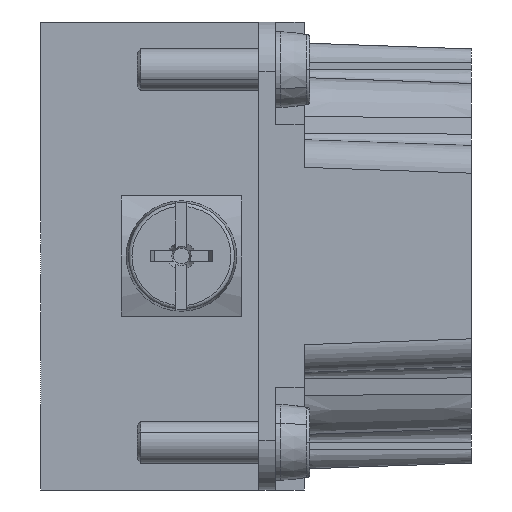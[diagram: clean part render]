
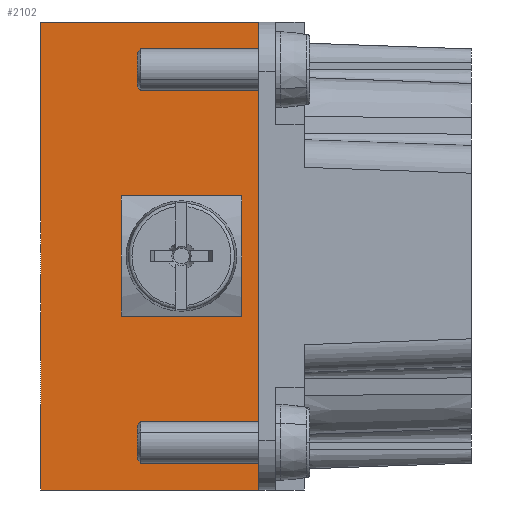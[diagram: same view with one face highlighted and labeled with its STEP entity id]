
A CAD part, left-side view. The second image highlights one B-rep face of the part: STEP entity #2102.
In plain terms, the highlighted planar face has unit normal (-1, 0, 0).
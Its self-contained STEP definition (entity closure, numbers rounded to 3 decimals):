
#1722=CIRCLE('',#22311,2.);
#2102=ADVANCED_FACE('',(#7727,#7728),#3340,.F.);
#3340=PLANE('',#22322);
#4151=LINE('',#30872,#5812);
#4205=LINE('',#31529,#5866);
#4208=LINE('',#31545,#5869);
#4209=LINE('',#31546,#5870);
#5812=VECTOR('',#23746,1.);
#5866=VECTOR('',#23910,1.);
#5869=VECTOR('',#23925,1.);
#5870=VECTOR('',#23926,1.);
#7727=FACE_BOUND('',#8101,.T.);
#7728=FACE_BOUND('',#8102,.T.);
#8101=EDGE_LOOP('',(#10036));
#8102=EDGE_LOOP('',(#10037,#10038,#10039,#10040));
#10036=ORIENTED_EDGE('',*,*,#18338,.F.);
#10037=ORIENTED_EDGE('',*,*,#18343,.T.);
#10038=ORIENTED_EDGE('',*,*,#18351,.T.);
#10039=ORIENTED_EDGE('',*,*,#18222,.F.);
#10040=ORIENTED_EDGE('',*,*,#18352,.F.);
#16108=VERTEX_POINT('',#30871);
#16109=VERTEX_POINT('',#30873);
#16202=VERTEX_POINT('',#31518);
#16207=VERTEX_POINT('',#31528);
#16208=VERTEX_POINT('',#31530);
#18222=EDGE_CURVE('',#16108,#16109,#4151,.T.);
#18338=EDGE_CURVE('',#16202,#16202,#1722,.T.);
#18343=EDGE_CURVE('',#16208,#16207,#4205,.T.);
#18351=EDGE_CURVE('',#16207,#16109,#4208,.T.);
#18352=EDGE_CURVE('',#16208,#16108,#4209,.T.);
#22311=AXIS2_PLACEMENT_3D('',#31517,#23899,#23900);
#22322=AXIS2_PLACEMENT_3D('',#31547,#23927,#23928);
#23746=DIRECTION('',(0.,0.,1.));
#23899=DIRECTION('',(-1.,0.,0.));
#23900=DIRECTION('',(0.,0.,-1.));
#23910=DIRECTION('',(0.,0.,1.));
#23925=DIRECTION('',(0.,1.,0.));
#23926=DIRECTION('',(0.,1.,0.));
#23927=DIRECTION('',(1.,0.,0.));
#23928=DIRECTION('',(0.,0.,-1.));
#30871=CARTESIAN_POINT('',(-38.525,31.5,-16.959));
#30872=CARTESIAN_POINT('',(-38.525,31.5,-10.809));
#30873=CARTESIAN_POINT('',(-38.525,31.5,16.941));
#31517=CARTESIAN_POINT('',(-38.525,21.3,-0.009));
#31518=CARTESIAN_POINT('',(-38.525,21.3,-2.009));
#31528=CARTESIAN_POINT('',(-38.525,15.7,16.941));
#31529=CARTESIAN_POINT('',(-38.525,15.7,-7.459));
#31530=CARTESIAN_POINT('',(-38.525,15.7,-16.959));
#31545=CARTESIAN_POINT('',(-38.525,26.648,16.941));
#31546=CARTESIAN_POINT('',(-38.525,26.648,-16.959));
#31547=CARTESIAN_POINT('',(-38.525,15.4,-16.959));
